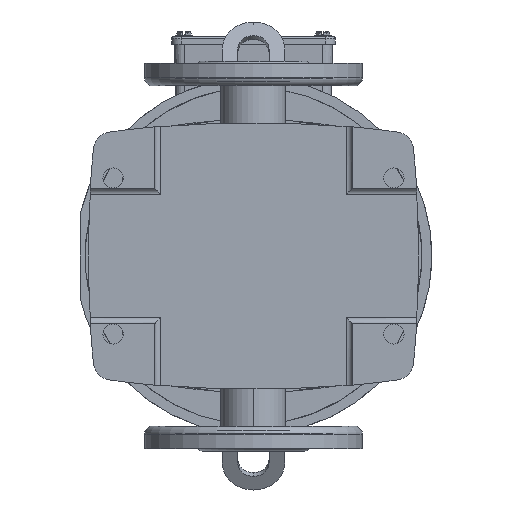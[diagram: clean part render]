
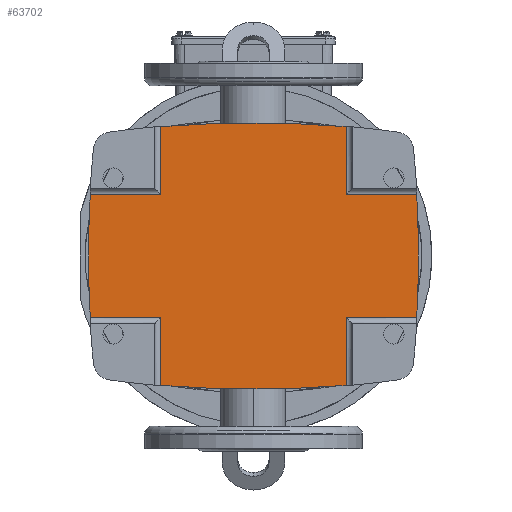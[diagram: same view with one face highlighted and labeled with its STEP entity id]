
A CAD part, front view. The second image highlights one B-rep face of the part: STEP entity #63702.
In plain terms, the highlighted planar face has unit normal (0, -1, 0).
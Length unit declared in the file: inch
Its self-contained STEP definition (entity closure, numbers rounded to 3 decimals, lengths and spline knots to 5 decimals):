
#73 = VERTEX_POINT ( 'NONE', #25794 ) ;
#2100 = ORIENTED_EDGE ( 'NONE', *, *, #62947, .T. ) ;
#3298 = EDGE_CURVE ( 'NONE', #61425, #77610, #66220, .T. ) ;
#4451 = EDGE_CURVE ( 'NONE', #62022, #87123, #34422, .T. ) ;
#4692 = CIRCLE ( 'NONE', #90795, 27.26527 ) ;
#4719 = CARTESIAN_POINT ( 'NONE',  ( -4.59646, 0.19685, 2.33625 ) ) ;
#6053 = EDGE_CURVE ( 'NONE', #33233, #61425, #86919, .T. ) ;
#6062 = VECTOR ( 'NONE', #41467, 39.37008 ) ;
#6153 = DIRECTION ( 'NONE',  ( 0., 1., 0. ) ) ;
#6328 = CARTESIAN_POINT ( 'NONE',  ( -1.54265, 0.19685, -4.59646 ) ) ;
#7365 = DIRECTION ( 'NONE',  ( 0., 0., 1. ) ) ;
#8548 = VECTOR ( 'NONE', #22120, 39.37008 ) ;
#9551 = VERTEX_POINT ( 'NONE', #44995 ) ;
#13643 = CARTESIAN_POINT ( 'NONE',  ( 0., 0.19685, 23.10236 ) ) ;
#13815 = ORIENTED_EDGE ( 'NONE', *, *, #67358, .T. ) ;
#13908 = VECTOR ( 'NONE', #7365, 39.37008 ) ;
#14206 = AXIS2_PLACEMENT_3D ( 'NONE', #73343, #6153, #44159 ) ;
#16368 = CARTESIAN_POINT ( 'NONE',  ( -1.54265, 0.19685, -4.59646 ) ) ;
#16750 = ORIENTED_EDGE ( 'NONE', *, *, #61136, .F. ) ;
#17301 = CARTESIAN_POINT ( 'NONE',  ( -3.26434, 0.19685, -2.33625 ) ) ;
#17385 = CARTESIAN_POINT ( 'NONE',  ( 0., 0.19685, -23.10236 ) ) ;
#17443 = CIRCLE ( 'NONE', #63717, 27.26527 ) ;
#19147 = ORIENTED_EDGE ( 'NONE', *, *, #70612, .T. ) ;
#21497 = CARTESIAN_POINT ( 'NONE',  ( 1.54265, 0.19685, 4.11924 ) ) ;
#21572 = VECTOR ( 'NONE', #46541, 39.37008 ) ;
#22120 = DIRECTION ( 'NONE',  ( 1., 0., 0. ) ) ;
#22422 = AXIS2_PLACEMENT_3D ( 'NONE', #16368, #75727, #45886 ) ;
#24798 = EDGE_LOOP ( 'NONE', ( #85400, #87606, #68378, #58628, #42174, #93391, #16750, #59016, #19147, #66412, #61333, #2100, #13815, #49792 ) ) ;
#25794 = CARTESIAN_POINT ( 'NONE',  ( 1.54265, 0.19685, -2.33625 ) ) ;
#26099 = VECTOR ( 'NONE', #40948, 39.37008 ) ;
#26226 = CIRCLE ( 'NONE', #40231, 27.26527 ) ;
#26925 = CARTESIAN_POINT ( 'NONE',  ( 1.54265, 0.19685, 2.33625 ) ) ;
#26938 = DIRECTION ( 'NONE',  ( 0., -1., 0. ) ) ;
#26981 = EDGE_CURVE ( 'NONE', #64610, #77610, #4692, .T. ) ;
#27316 = LINE ( 'NONE', #82738, #8548 ) ;
#27918 = DIRECTION ( 'NONE',  ( 0., 0., 1. ) ) ;
#28277 = CARTESIAN_POINT ( 'NONE',  ( -3.26434, 0.19685, 2.33625 ) ) ;
#33233 = VERTEX_POINT ( 'NONE', #28277 ) ;
#34422 = LINE ( 'NONE', #67182, #21572 ) ;
#37433 = DIRECTION ( 'NONE',  ( 0., 0., 1. ) ) ;
#38384 = CARTESIAN_POINT ( 'NONE',  ( 0., 0.19685, 4.16291 ) ) ;
#38567 = LINE ( 'NONE', #51600, #13908 ) ;
#38591 = CIRCLE ( 'NONE', #56865, 27.26527 ) ;
#40182 = DIRECTION ( 'NONE',  ( 0., 0., 1. ) ) ;
#40231 = AXIS2_PLACEMENT_3D ( 'NONE', #42052, #26938, #27918 ) ;
#40948 = DIRECTION ( 'NONE',  ( 0., 0., 1. ) ) ;
#41413 = VECTOR ( 'NONE', #37433, 39.37008 ) ;
#41467 = DIRECTION ( 'NONE',  ( 1., 0., 0. ) ) ;
#42052 = CARTESIAN_POINT ( 'NONE',  ( 0., 0.19685, -23.10236 ) ) ;
#42174 = ORIENTED_EDGE ( 'NONE', *, *, #57005, .F. ) ;
#42857 = CARTESIAN_POINT ( 'NONE',  ( -1.54265, 0.19685, 4.11924 ) ) ;
#42988 = EDGE_CURVE ( 'NONE', #63446, #9551, #78700, .T. ) ;
#43755 = LINE ( 'NONE', #6328, #41413 ) ;
#43804 = DIRECTION ( 'NONE',  ( 0., 0., 1. ) ) ;
#44159 = DIRECTION ( 'NONE',  ( 0., 0., 1. ) ) ;
#44995 = CARTESIAN_POINT ( 'NONE',  ( 3.26434, 0.19685, 2.33625 ) ) ;
#45886 = DIRECTION ( 'NONE',  ( 0., 0., 1. ) ) ;
#46045 = LINE ( 'NONE', #55371, #26099 ) ;
#46541 = DIRECTION ( 'NONE',  ( 1., 0., 0. ) ) ;
#47668 = CARTESIAN_POINT ( 'NONE',  ( 23.10315, 0.19685, 0. ) ) ;
#47993 = DIRECTION ( 'NONE',  ( 0., -1., 0. ) ) ;
#49792 = ORIENTED_EDGE ( 'NONE', *, *, #26981, .T. ) ;
#51040 = VERTEX_POINT ( 'NONE', #66582 ) ;
#51600 = CARTESIAN_POINT ( 'NONE',  ( 1.54265, 0.19685, -4.59646 ) ) ;
#51811 = CARTESIAN_POINT ( 'NONE',  ( -1.54265, 0.19685, -4.11924 ) ) ;
#53364 = VECTOR ( 'NONE', #93287, 39.37008 ) ;
#54571 = DIRECTION ( 'NONE',  ( 0., 0., 1. ) ) ;
#54728 = PLANE ( 'NONE',  #22422 ) ;
#55371 = CARTESIAN_POINT ( 'NONE',  ( 1.54265, 0.19685, -4.59646 ) ) ;
#55429 = DIRECTION ( 'NONE',  ( 0., -1., 0. ) ) ;
#56865 = AXIS2_PLACEMENT_3D ( 'NONE', #13643, #66040, #43804 ) ;
#57005 = EDGE_CURVE ( 'NONE', #82538, #87123, #43755, .T. ) ;
#58628 = ORIENTED_EDGE ( 'NONE', *, *, #4451, .T. ) ;
#59016 = ORIENTED_EDGE ( 'NONE', *, *, #68422, .T. ) ;
#61136 = EDGE_CURVE ( 'NONE', #51040, #76915, #17443, .T. ) ;
#61333 = ORIENTED_EDGE ( 'NONE', *, *, #42988, .F. ) ;
#61425 = VERTEX_POINT ( 'NONE', #67585 ) ;
#61725 = CIRCLE ( 'NONE', #14206, 26.47079 ) ;
#62022 = VERTEX_POINT ( 'NONE', #17301 ) ;
#62428 = DIRECTION ( 'NONE',  ( 0., 1., 0. ) ) ;
#62748 = CARTESIAN_POINT ( 'NONE',  ( 0., 0.19685, 23.10236 ) ) ;
#62947 = EDGE_CURVE ( 'NONE', #63446, #66343, #38567, .T. ) ;
#63446 = VERTEX_POINT ( 'NONE', #26925 ) ;
#63702 = ADVANCED_FACE ( 'NONE', ( #94716 ), #54728, .F. ) ;
#63717 = AXIS2_PLACEMENT_3D ( 'NONE', #62748, #62428, #40182 ) ;
#64610 = VERTEX_POINT ( 'NONE', #38384 ) ;
#66040 = DIRECTION ( 'NONE',  ( 0., 1., 0. ) ) ;
#66220 = LINE ( 'NONE', #86666, #53364 ) ;
#66343 = VERTEX_POINT ( 'NONE', #21497 ) ;
#66412 = ORIENTED_EDGE ( 'NONE', *, *, #76375, .F. ) ;
#66582 = CARTESIAN_POINT ( 'NONE',  ( 1.54265, 0.19685, -4.11924 ) ) ;
#66887 = AXIS2_PLACEMENT_3D ( 'NONE', #47668, #47993, #54571 ) ;
#67182 = CARTESIAN_POINT ( 'NONE',  ( -4.59646, 0.19685, -2.33625 ) ) ;
#67358 = EDGE_CURVE ( 'NONE', #66343, #64610, #26226, .T. ) ;
#67585 = CARTESIAN_POINT ( 'NONE',  ( -1.54265, 0.19685, 2.33625 ) ) ;
#68378 = ORIENTED_EDGE ( 'NONE', *, *, #96889, .T. ) ;
#68422 = EDGE_CURVE ( 'NONE', #51040, #73, #46045, .T. ) ;
#70482 = DIRECTION ( 'NONE',  ( 0., 0., 1. ) ) ;
#70612 = EDGE_CURVE ( 'NONE', #73, #85730, #27316, .T. ) ;
#72606 = CIRCLE ( 'NONE', #66887, 26.47079 ) ;
#73343 = CARTESIAN_POINT ( 'NONE',  ( -23.10315, 0.19685, 0. ) ) ;
#75072 = DIRECTION ( 'NONE',  ( 1., 0., 0. ) ) ;
#75202 = VECTOR ( 'NONE', #75072, 39.37008 ) ;
#75727 = DIRECTION ( 'NONE',  ( 0., 1., 0. ) ) ;
#76375 = EDGE_CURVE ( 'NONE', #9551, #85730, #61725, .T. ) ;
#76915 = VERTEX_POINT ( 'NONE', #88948 ) ;
#77610 = VERTEX_POINT ( 'NONE', #42857 ) ;
#78700 = LINE ( 'NONE', #88851, #75202 ) ;
#80801 = CARTESIAN_POINT ( 'NONE',  ( -1.54265, 0.19685, -2.33625 ) ) ;
#82538 = VERTEX_POINT ( 'NONE', #51811 ) ;
#82738 = CARTESIAN_POINT ( 'NONE',  ( -4.59646, 0.19685, -2.33625 ) ) ;
#85400 = ORIENTED_EDGE ( 'NONE', *, *, #3298, .F. ) ;
#85725 = CARTESIAN_POINT ( 'NONE',  ( 3.26434, 0.19685, -2.33625 ) ) ;
#85730 = VERTEX_POINT ( 'NONE', #85725 ) ;
#86666 = CARTESIAN_POINT ( 'NONE',  ( -1.54265, 0.19685, -4.59646 ) ) ;
#86919 = LINE ( 'NONE', #4719, #6062 ) ;
#87123 = VERTEX_POINT ( 'NONE', #80801 ) ;
#87606 = ORIENTED_EDGE ( 'NONE', *, *, #6053, .F. ) ;
#88851 = CARTESIAN_POINT ( 'NONE',  ( -4.59646, 0.19685, 2.33625 ) ) ;
#88948 = CARTESIAN_POINT ( 'NONE',  ( 0., 0.19685, -4.16291 ) ) ;
#90795 = AXIS2_PLACEMENT_3D ( 'NONE', #17385, #55429, #70482 ) ;
#93287 = DIRECTION ( 'NONE',  ( 0., 0., 1. ) ) ;
#93391 = ORIENTED_EDGE ( 'NONE', *, *, #96703, .F. ) ;
#94716 = FACE_OUTER_BOUND ( 'NONE', #24798, .T. ) ;
#96703 = EDGE_CURVE ( 'NONE', #76915, #82538, #38591, .T. ) ;
#96889 = EDGE_CURVE ( 'NONE', #33233, #62022, #72606, .T. ) ;
